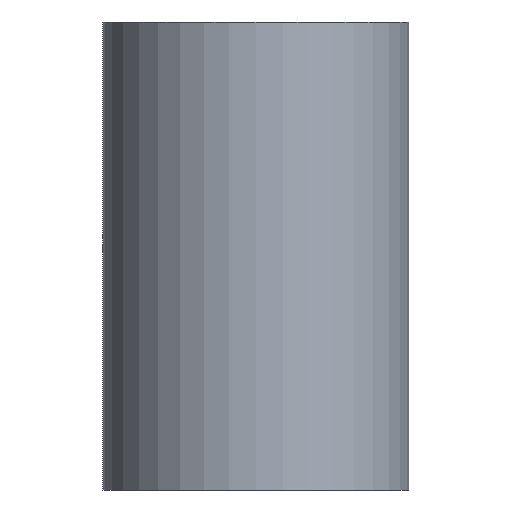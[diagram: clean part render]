
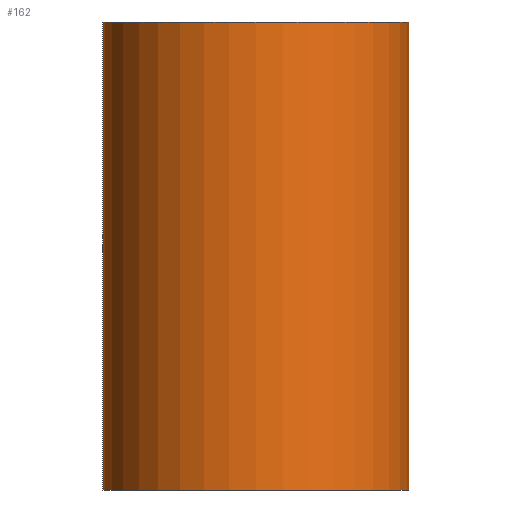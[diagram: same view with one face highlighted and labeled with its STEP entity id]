
A CAD part, front view. The second image highlights one B-rep face of the part: STEP entity #162.
In plain terms, the highlighted cylindrical face has radius 93.5 mm (diameter 187 mm), a full revolution.
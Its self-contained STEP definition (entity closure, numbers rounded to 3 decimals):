
#14=B_SPLINE_CURVE_WITH_KNOTS($,3,(#343,#344,#345,#346,#347,#348,#349,#350,
#351,#352,#353,#354,#355,#356,#357,#358,#359,#360,#361,#362,#363,#364,#365,
#366,#367,#368,#369,#370,#371,#372,#373,#374,#375,#376,#377,#378,#379,#380,
#381,#382,#383,#384,#385,#386,#387,#388,#389,#390,#391,#392,#393,#394,#395,
#396,#397,#398,#399,#400,#401,#402,#403,#404,#405,#406,#407,#408),
 .UNSPECIFIED.,.T.,.F.,(4,2,2,2,2,2,2,2,2,2,2,2,2,2,2,2,2,2,2,2,2,2,2,2,
2,2,2,2,2,2,2,2,4),(0.,1.302,2.604,3.905,
5.207,6.49,7.774,9.057,10.34,
11.623,12.906,14.19,15.473,16.775,
18.076,19.378,20.68,21.982,23.284,
24.585,25.887,27.17,28.454,29.737,
31.02,32.303,33.586,34.869,36.153,
37.454,38.756,40.058,41.36),
 .UNSPECIFIED.);
#36=FACE_BOUND($,#70,.T.);
#37=FACE_BOUND($,#71,.T.);
#38=FACE_BOUND($,#72,.T.);
#70=EDGE_LOOP($,(#138));
#71=EDGE_LOOP($,(#139));
#72=EDGE_LOOP($,(#140));
#87=CIRCLE($,#189,93.5);
#88=CIRCLE($,#190,93.5);
#100=VERTEX_POINT($,#342);
#101=VERTEX_POINT($,#411);
#102=VERTEX_POINT($,#413);
#114=EDGE_CURVE($,#100,#100,#14,.T.);
#115=EDGE_CURVE($,#101,#101,#87,.T.);
#116=EDGE_CURVE($,#102,#102,#88,.T.);
#138=ORIENTED_EDGE($,*,*,#114,.T.);
#139=ORIENTED_EDGE($,*,*,#115,.F.);
#140=ORIENTED_EDGE($,*,*,#116,.T.);
#151=CYLINDRICAL_SURFACE($,#188,93.5);
#162=ADVANCED_FACE($,(#36,#37,#38),#151,.T.);
#188=AXIS2_PLACEMENT_3D($,#410,#235,#236);
#189=AXIS2_PLACEMENT_3D($,#412,#237,#238);
#190=AXIS2_PLACEMENT_3D($,#414,#239,#240);
#235=DIRECTION('center_axis',(0.,0.,-1.));
#236=DIRECTION('ref_axis',(0.,1.,0.));
#237=DIRECTION('center_axis',(0.,0.,-1.));
#238=DIRECTION('ref_axis',(0.,1.,0.));
#239=DIRECTION('center_axis',(0.,0.,-1.));
#240=DIRECTION('ref_axis',(0.,1.,0.));
#342=CARTESIAN_POINT('',(65.5,66.723,143.));
#343=CARTESIAN_POINT('Ctrl Pts',(65.5,66.723,143.));
#344=CARTESIAN_POINT('Ctrl Pts',(65.5,66.723,147.339));
#345=CARTESIAN_POINT('Ctrl Pts',(65.063,67.16,151.729));
#346=CARTESIAN_POINT('Ctrl Pts',(63.321,68.805,160.316));
#347=CARTESIAN_POINT('Ctrl Pts',(62.017,70.007,164.514));
#348=CARTESIAN_POINT('Ctrl Pts',(58.646,72.854,172.49));
#349=CARTESIAN_POINT('Ctrl Pts',(56.576,74.497,176.275));
#350=CARTESIAN_POINT('Ctrl Pts',(51.835,77.871,183.265));
#351=CARTESIAN_POINT('Ctrl Pts',(49.161,79.6,186.47));
#352=CARTESIAN_POINT('Ctrl Pts',(43.51,82.822,192.121));
#353=CARTESIAN_POINT('Ctrl Pts',(40.328,84.441,194.786));
#354=CARTESIAN_POINT('Ctrl Pts',(33.337,87.438,199.54));
#355=CARTESIAN_POINT('Ctrl Pts',(29.527,88.813,201.63));
#356=CARTESIAN_POINT('Ctrl Pts',(21.493,91.092,205.027));
#357=CARTESIAN_POINT('Ctrl Pts',(17.26,91.996,206.337));
#358=CARTESIAN_POINT('Ctrl Pts',(8.652,93.2,208.074));
#359=CARTESIAN_POINT('Ctrl Pts',(4.277,93.5,208.5));
#360=CARTESIAN_POINT('Ctrl Pts',(-4.277,93.5,208.5));
#361=CARTESIAN_POINT('Ctrl Pts',(-8.652,93.2,208.074));
#362=CARTESIAN_POINT('Ctrl Pts',(-17.26,91.996,206.337));
#363=CARTESIAN_POINT('Ctrl Pts',(-21.493,91.092,205.027));
#364=CARTESIAN_POINT('Ctrl Pts',(-29.527,88.813,201.63));
#365=CARTESIAN_POINT('Ctrl Pts',(-33.337,87.438,199.54));
#366=CARTESIAN_POINT('Ctrl Pts',(-40.328,84.441,194.786));
#367=CARTESIAN_POINT('Ctrl Pts',(-43.51,82.822,192.121));
#368=CARTESIAN_POINT('Ctrl Pts',(-49.161,79.6,186.47));
#369=CARTESIAN_POINT('Ctrl Pts',(-51.835,77.871,183.265));
#370=CARTESIAN_POINT('Ctrl Pts',(-56.576,74.497,176.275));
#371=CARTESIAN_POINT('Ctrl Pts',(-58.646,72.854,172.49));
#372=CARTESIAN_POINT('Ctrl Pts',(-62.017,70.007,164.514));
#373=CARTESIAN_POINT('Ctrl Pts',(-63.321,68.805,160.316));
#374=CARTESIAN_POINT('Ctrl Pts',(-65.063,67.16,151.729));
#375=CARTESIAN_POINT('Ctrl Pts',(-65.5,66.723,147.339));
#376=CARTESIAN_POINT('Ctrl Pts',(-65.5,66.723,138.661));
#377=CARTESIAN_POINT('Ctrl Pts',(-65.063,67.16,134.271));
#378=CARTESIAN_POINT('Ctrl Pts',(-63.321,68.805,125.684));
#379=CARTESIAN_POINT('Ctrl Pts',(-62.017,70.007,121.486));
#380=CARTESIAN_POINT('Ctrl Pts',(-58.646,72.854,113.51));
#381=CARTESIAN_POINT('Ctrl Pts',(-56.576,74.497,109.725));
#382=CARTESIAN_POINT('Ctrl Pts',(-51.835,77.871,102.735));
#383=CARTESIAN_POINT('Ctrl Pts',(-49.161,79.6,99.53));
#384=CARTESIAN_POINT('Ctrl Pts',(-43.51,82.822,93.879));
#385=CARTESIAN_POINT('Ctrl Pts',(-40.328,84.441,91.214));
#386=CARTESIAN_POINT('Ctrl Pts',(-33.337,87.438,86.46));
#387=CARTESIAN_POINT('Ctrl Pts',(-29.527,88.813,84.37));
#388=CARTESIAN_POINT('Ctrl Pts',(-21.493,91.092,80.973));
#389=CARTESIAN_POINT('Ctrl Pts',(-17.26,91.996,79.663));
#390=CARTESIAN_POINT('Ctrl Pts',(-8.652,93.2,77.926));
#391=CARTESIAN_POINT('Ctrl Pts',(-4.277,93.5,77.5));
#392=CARTESIAN_POINT('Ctrl Pts',(4.277,93.5,77.5));
#393=CARTESIAN_POINT('Ctrl Pts',(8.652,93.2,77.926));
#394=CARTESIAN_POINT('Ctrl Pts',(17.26,91.996,79.663));
#395=CARTESIAN_POINT('Ctrl Pts',(21.493,91.092,80.973));
#396=CARTESIAN_POINT('Ctrl Pts',(29.527,88.813,84.37));
#397=CARTESIAN_POINT('Ctrl Pts',(33.337,87.438,86.46));
#398=CARTESIAN_POINT('Ctrl Pts',(40.328,84.441,91.214));
#399=CARTESIAN_POINT('Ctrl Pts',(43.51,82.822,93.879));
#400=CARTESIAN_POINT('Ctrl Pts',(49.161,79.6,99.53));
#401=CARTESIAN_POINT('Ctrl Pts',(51.835,77.871,102.735));
#402=CARTESIAN_POINT('Ctrl Pts',(56.576,74.497,109.725));
#403=CARTESIAN_POINT('Ctrl Pts',(58.646,72.854,113.51));
#404=CARTESIAN_POINT('Ctrl Pts',(62.017,70.007,121.486));
#405=CARTESIAN_POINT('Ctrl Pts',(63.321,68.805,125.684));
#406=CARTESIAN_POINT('Ctrl Pts',(65.063,67.16,134.271));
#407=CARTESIAN_POINT('Ctrl Pts',(65.5,66.723,138.661));
#408=CARTESIAN_POINT('Ctrl Pts',(65.5,66.723,143.));
#410=CARTESIAN_POINT('Origin',(0.,0.,143.));
#411=CARTESIAN_POINT('',(0.,93.5,0.));
#412=CARTESIAN_POINT('Origin',(0.,0.,0.));
#413=CARTESIAN_POINT('',(0.,93.5,286.));
#414=CARTESIAN_POINT('Origin',(0.,0.,286.));
